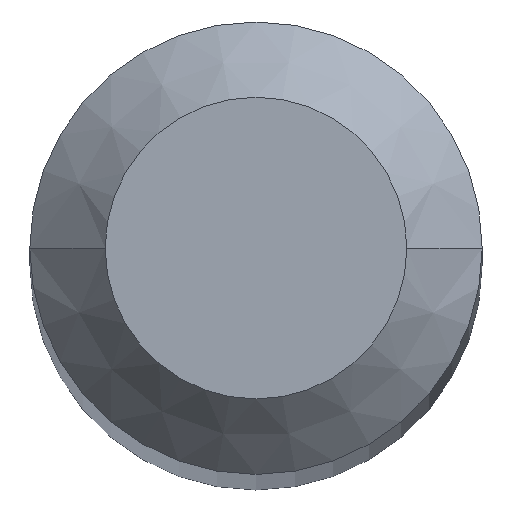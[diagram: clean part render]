
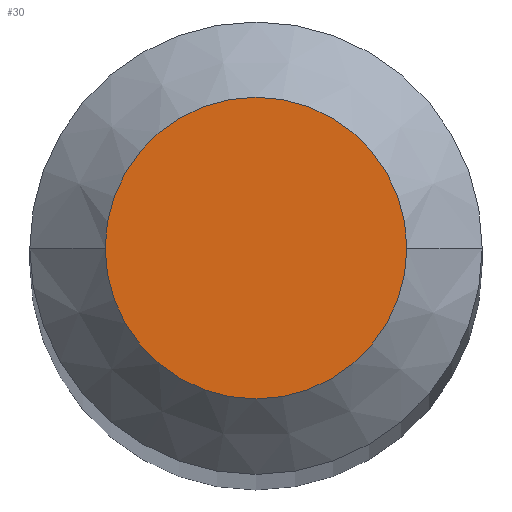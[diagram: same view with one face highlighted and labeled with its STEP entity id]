
A CAD part, top view. The second image highlights one B-rep face of the part: STEP entity #30.
In plain terms, the highlighted planar face has unit normal (0, 0, 1).
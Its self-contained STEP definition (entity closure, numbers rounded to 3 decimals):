
#2 = CARTESIAN_POINT ( 'NONE',  ( -2., 0., 0. ) ) ;
#3 = CARTESIAN_POINT ( 'NONE',  ( 0., 0., 0. ) ) ;
#18 = DIRECTION ( 'NONE',  ( 1., 0., 0. ) ) ;
#22 = DIRECTION ( 'NONE',  ( 0., 0., 1. ) ) ;
#30 = ADVANCED_FACE ( 'NONE', ( #158 ), #112, .T. ) ;
#50 = CARTESIAN_POINT ( 'NONE',  ( 2., 0., 0. ) ) ;
#70 = ORIENTED_EDGE ( 'NONE', *, *, #269, .T. ) ;
#75 = AXIS2_PLACEMENT_3D ( 'NONE', #123, #100, #164 ) ;
#100 = DIRECTION ( 'NONE',  ( 0., 0., 1. ) ) ;
#102 = EDGE_CURVE ( 'NONE', #231, #179, #254, .T. ) ;
#112 = PLANE ( 'NONE',  #183 ) ;
#116 = DIRECTION ( 'NONE',  ( 1., 0., 0. ) ) ;
#123 = CARTESIAN_POINT ( 'NONE',  ( 0., 0., 0. ) ) ;
#158 = FACE_OUTER_BOUND ( 'NONE', #191, .T. ) ;
#164 = DIRECTION ( 'NONE',  ( 1., 0., 0. ) ) ;
#179 = VERTEX_POINT ( 'NONE', #50 ) ;
#183 = AXIS2_PLACEMENT_3D ( 'NONE', #229, #211, #18 ) ;
#191 = EDGE_LOOP ( 'NONE', ( #204, #70 ) ) ;
#204 = ORIENTED_EDGE ( 'NONE', *, *, #102, .T. ) ;
#211 = DIRECTION ( 'NONE',  ( 0., 0., 1. ) ) ;
#229 = CARTESIAN_POINT ( 'NONE',  ( 0., 0., 0. ) ) ;
#231 = VERTEX_POINT ( 'NONE', #2 ) ;
#232 = AXIS2_PLACEMENT_3D ( 'NONE', #3, #22, #116 ) ;
#254 = CIRCLE ( 'NONE', #232, 2. ) ;
#269 = EDGE_CURVE ( 'NONE', #179, #231, #270, .T. ) ;
#270 = CIRCLE ( 'NONE', #75, 2. ) ;
